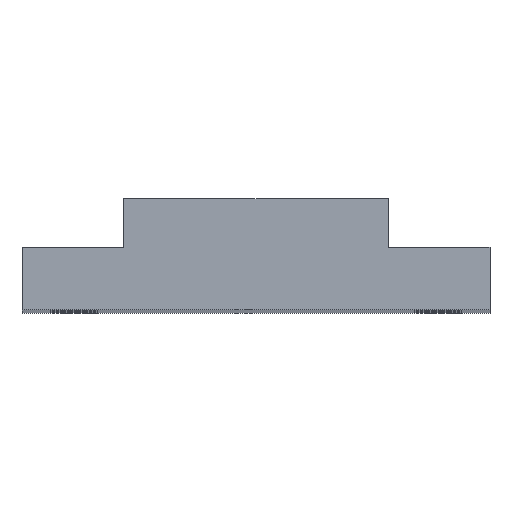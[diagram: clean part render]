
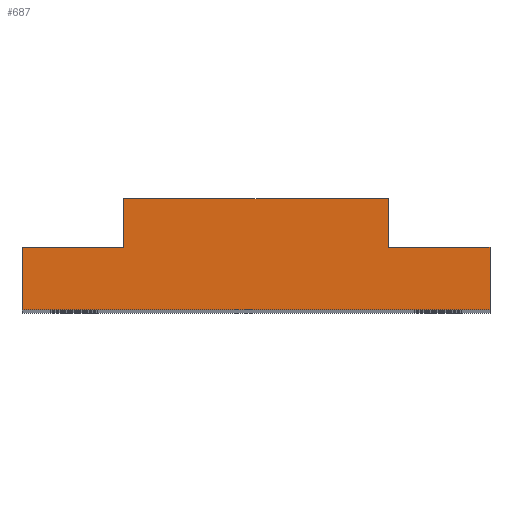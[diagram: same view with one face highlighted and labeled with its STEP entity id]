
A CAD part, top view. The second image highlights one B-rep face of the part: STEP entity #687.
In plain terms, the highlighted planar face has unit normal (0, 0, 1).
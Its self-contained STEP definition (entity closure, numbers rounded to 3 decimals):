
#29 = DIRECTION ( 'NONE',  ( 1., 0., 0. ) ) ;
#83 = EDGE_CURVE ( 'NONE', #1396, #1113, #1083, .T. ) ;
#129 = VERTEX_POINT ( 'NONE', #607 ) ;
#135 = EDGE_CURVE ( 'NONE', #129, #608, #371, .T. ) ;
#186 = EDGE_CURVE ( 'NONE', #934, #1396, #773, .T. ) ;
#208 = LINE ( 'NONE', #240, #1530 ) ;
#213 = ORIENTED_EDGE ( 'NONE', *, *, #83, .F. ) ;
#216 = VERTEX_POINT ( 'NONE', #875 ) ;
#231 = DIRECTION ( 'NONE',  ( 0., 1., 0. ) ) ;
#240 = CARTESIAN_POINT ( 'NONE',  ( 9.8, 6., 200. ) ) ;
#260 = CARTESIAN_POINT ( 'NONE',  ( 9.8, 10.7, 200. ) ) ;
#278 = LINE ( 'NONE', #891, #776 ) ;
#310 = AXIS2_PLACEMENT_3D ( 'NONE', #584, #927, #957 ) ;
#319 = CARTESIAN_POINT ( 'NONE',  ( 0., 6., 200. ) ) ;
#371 = LINE ( 'NONE', #737, #868 ) ;
#395 = CARTESIAN_POINT ( 'NONE',  ( 0., 0., 200. ) ) ;
#396 = DIRECTION ( 'NONE',  ( 1., 0., 0. ) ) ;
#488 = VERTEX_POINT ( 'NONE', #1053 ) ;
#503 = LINE ( 'NONE', #260, #727 ) ;
#579 = VECTOR ( 'NONE', #1488, 1000. ) ;
#584 = CARTESIAN_POINT ( 'NONE',  ( 0., 0., 200. ) ) ;
#597 = EDGE_CURVE ( 'NONE', #934, #129, #1256, .T. ) ;
#607 = CARTESIAN_POINT ( 'NONE',  ( 45., 0., 200. ) ) ;
#608 = VERTEX_POINT ( 'NONE', #914 ) ;
#646 = CARTESIAN_POINT ( 'NONE',  ( 0., 0., 200. ) ) ;
#665 = ORIENTED_EDGE ( 'NONE', *, *, #135, .T. ) ;
#685 = ORIENTED_EDGE ( 'NONE', *, *, #1300, .T. ) ;
#687 = ADVANCED_FACE ( 'NONE', ( #920 ), #763, .F. ) ;
#727 = VECTOR ( 'NONE', #396, 1000. ) ;
#737 = CARTESIAN_POINT ( 'NONE',  ( 45., 0., 200. ) ) ;
#743 = VECTOR ( 'NONE', #29, 1000. ) ;
#763 = PLANE ( 'NONE',  #310 ) ;
#765 = CARTESIAN_POINT ( 'NONE',  ( 0., 0., 200. ) ) ;
#773 = LINE ( 'NONE', #765, #579 ) ;
#776 = VECTOR ( 'NONE', #1489, 1000. ) ;
#845 = CARTESIAN_POINT ( 'NONE',  ( 0., 6., 200. ) ) ;
#868 = VECTOR ( 'NONE', #1101, 1000. ) ;
#875 = CARTESIAN_POINT ( 'NONE',  ( 35.2, 6., 200. ) ) ;
#891 = CARTESIAN_POINT ( 'NONE',  ( 35.2, 6., 200. ) ) ;
#914 = CARTESIAN_POINT ( 'NONE',  ( 45., 6., 200. ) ) ;
#920 = FACE_OUTER_BOUND ( 'NONE', #1531, .T. ) ;
#927 = DIRECTION ( 'NONE',  ( 0., 0., -1. ) ) ;
#934 = VERTEX_POINT ( 'NONE', #395 ) ;
#945 = EDGE_CURVE ( 'NONE', #216, #608, #278, .T. ) ;
#957 = DIRECTION ( 'NONE',  ( -1., 0., 0. ) ) ;
#970 = ORIENTED_EDGE ( 'NONE', *, *, #597, .T. ) ;
#977 = CARTESIAN_POINT ( 'NONE',  ( 9.8, 10.7, 200. ) ) ;
#993 = VECTOR ( 'NONE', #1570, 1000. ) ;
#1009 = EDGE_CURVE ( 'NONE', #1492, #488, #503, .T. ) ;
#1047 = LINE ( 'NONE', #1520, #1363 ) ;
#1053 = CARTESIAN_POINT ( 'NONE',  ( 35.2, 10.7, 200. ) ) ;
#1064 = ORIENTED_EDGE ( 'NONE', *, *, #945, .F. ) ;
#1083 = LINE ( 'NONE', #845, #993 ) ;
#1101 = DIRECTION ( 'NONE',  ( 0., 1., 0. ) ) ;
#1113 = VERTEX_POINT ( 'NONE', #1594 ) ;
#1157 = ORIENTED_EDGE ( 'NONE', *, *, #186, .F. ) ;
#1256 = LINE ( 'NONE', #646, #743 ) ;
#1286 = DIRECTION ( 'NONE',  ( 0., 1., 0. ) ) ;
#1300 = EDGE_CURVE ( 'NONE', #216, #488, #1047, .T. ) ;
#1363 = VECTOR ( 'NONE', #1286, 1000. ) ;
#1396 = VERTEX_POINT ( 'NONE', #319 ) ;
#1488 = DIRECTION ( 'NONE',  ( 0., 1., 0. ) ) ;
#1489 = DIRECTION ( 'NONE',  ( 1., 0., 0. ) ) ;
#1492 = VERTEX_POINT ( 'NONE', #977 ) ;
#1520 = CARTESIAN_POINT ( 'NONE',  ( 35.2, 6., 200. ) ) ;
#1530 = VECTOR ( 'NONE', #231, 1000. ) ;
#1531 = EDGE_LOOP ( 'NONE', ( #685, #1574, #1584, #213, #1157, #970, #665, #1064 ) ) ;
#1533 = EDGE_CURVE ( 'NONE', #1113, #1492, #208, .T. ) ;
#1570 = DIRECTION ( 'NONE',  ( 1., 0., 0. ) ) ;
#1574 = ORIENTED_EDGE ( 'NONE', *, *, #1009, .F. ) ;
#1584 = ORIENTED_EDGE ( 'NONE', *, *, #1533, .F. ) ;
#1594 = CARTESIAN_POINT ( 'NONE',  ( 9.8, 6., 200. ) ) ;
